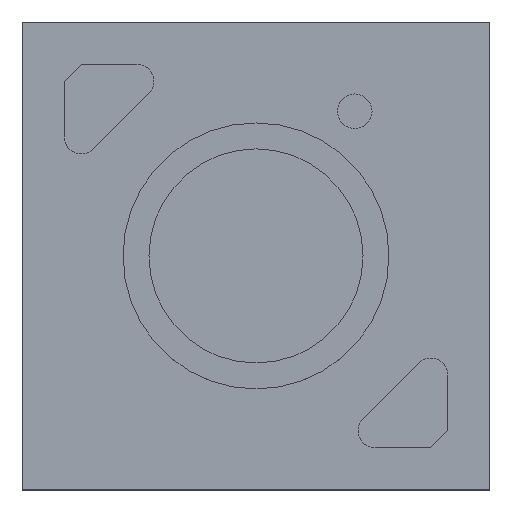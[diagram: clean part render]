
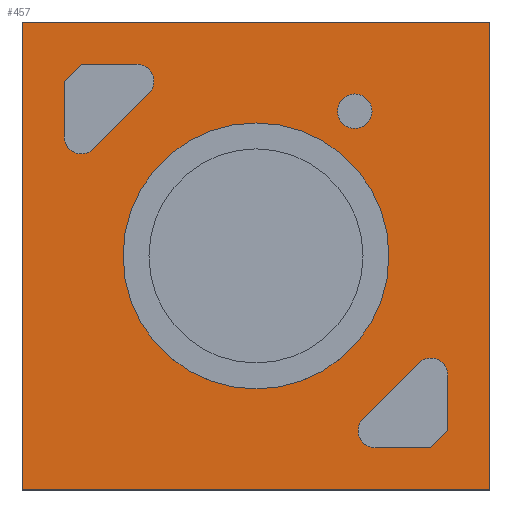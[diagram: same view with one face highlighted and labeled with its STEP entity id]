
A CAD part, top view. The second image highlights one B-rep face of the part: STEP entity #457.
In plain terms, the highlighted planar face has unit normal (0, 0, 1).
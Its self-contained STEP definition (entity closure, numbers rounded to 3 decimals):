
#15=FACE_BOUND('',#90,.T.);
#16=FACE_BOUND('',#91,.T.);
#17=FACE_BOUND('',#92,.T.);
#18=FACE_BOUND('',#93,.T.);
#36=PLANE('',#511);
#62=FACE_OUTER_BOUND('',#89,.T.);
#89=EDGE_LOOP('',(#382,#383,#384,#385));
#90=EDGE_LOOP('',(#386));
#91=EDGE_LOOP('',(#387,#388,#389,#390,#391,#392));
#92=EDGE_LOOP('',(#393,#394,#395,#396,#397,#398));
#93=EDGE_LOOP('',(#399));
#97=LINE('',#656,#140);
#102=LINE('',#670,#145);
#106=LINE('',#682,#149);
#109=LINE('',#687,#152);
#111=LINE('',#693,#154);
#115=LINE('',#701,#158);
#118=LINE('',#707,#161);
#122=LINE('',#719,#165);
#126=LINE('',#737,#169);
#130=LINE('',#745,#173);
#133=LINE('',#751,#176);
#136=LINE('',#756,#179);
#140=VECTOR('',#535,10.);
#145=VECTOR('',#548,10.);
#149=VECTOR('',#560,10.);
#152=VECTOR('',#565,10.);
#154=VECTOR('',#571,10.);
#158=VECTOR('',#577,10.);
#161=VECTOR('',#582,10.);
#165=VECTOR('',#594,10.);
#169=VECTOR('',#616,10.);
#173=VECTOR('',#622,10.);
#176=VECTOR('',#627,10.);
#179=VECTOR('',#632,10.);
#182=CIRCLE('',#475,3.85);
#185=CIRCLE('',#483,0.5);
#187=CIRCLE('',#487,0.5);
#189=CIRCLE('',#496,0.5);
#191=CIRCLE('',#500,0.5);
#194=CIRCLE('',#505,0.5);
#196=VERTEX_POINT('',#642);
#199=VERTEX_POINT('',#654);
#200=VERTEX_POINT('',#655);
#203=VERTEX_POINT('',#663);
#205=VERTEX_POINT('',#669);
#207=VERTEX_POINT('',#675);
#209=VERTEX_POINT('',#681);
#211=VERTEX_POINT('',#691);
#212=VERTEX_POINT('',#692);
#215=VERTEX_POINT('',#700);
#217=VERTEX_POINT('',#706);
#219=VERTEX_POINT('',#712);
#221=VERTEX_POINT('',#718);
#224=VERTEX_POINT('',#730);
#225=VERTEX_POINT('',#735);
#226=VERTEX_POINT('',#736);
#229=VERTEX_POINT('',#744);
#231=VERTEX_POINT('',#750);
#235=EDGE_CURVE('',#196,#196,#182,.T.);
#239=EDGE_CURVE('',#199,#200,#97,.T.);
#243=EDGE_CURVE('',#200,#203,#185,.T.);
#246=EDGE_CURVE('',#203,#205,#102,.T.);
#249=EDGE_CURVE('',#205,#207,#187,.T.);
#252=EDGE_CURVE('',#207,#209,#106,.T.);
#255=EDGE_CURVE('',#209,#199,#109,.T.);
#257=EDGE_CURVE('',#211,#212,#111,.T.);
#261=EDGE_CURVE('',#212,#215,#115,.T.);
#264=EDGE_CURVE('',#215,#217,#118,.T.);
#267=EDGE_CURVE('',#217,#219,#189,.T.);
#270=EDGE_CURVE('',#219,#221,#122,.T.);
#273=EDGE_CURVE('',#221,#211,#191,.T.);
#277=EDGE_CURVE('',#224,#224,#194,.T.);
#278=EDGE_CURVE('',#225,#226,#126,.T.);
#282=EDGE_CURVE('',#229,#225,#130,.T.);
#285=EDGE_CURVE('',#231,#229,#133,.T.);
#288=EDGE_CURVE('',#226,#231,#136,.T.);
#382=ORIENTED_EDGE('',*,*,#288,.F.);
#383=ORIENTED_EDGE('',*,*,#278,.F.);
#384=ORIENTED_EDGE('',*,*,#282,.F.);
#385=ORIENTED_EDGE('',*,*,#285,.F.);
#386=ORIENTED_EDGE('',*,*,#235,.T.);
#387=ORIENTED_EDGE('',*,*,#239,.T.);
#388=ORIENTED_EDGE('',*,*,#243,.T.);
#389=ORIENTED_EDGE('',*,*,#246,.T.);
#390=ORIENTED_EDGE('',*,*,#249,.T.);
#391=ORIENTED_EDGE('',*,*,#252,.T.);
#392=ORIENTED_EDGE('',*,*,#255,.T.);
#393=ORIENTED_EDGE('',*,*,#257,.T.);
#394=ORIENTED_EDGE('',*,*,#261,.T.);
#395=ORIENTED_EDGE('',*,*,#264,.T.);
#396=ORIENTED_EDGE('',*,*,#267,.T.);
#397=ORIENTED_EDGE('',*,*,#270,.T.);
#398=ORIENTED_EDGE('',*,*,#273,.T.);
#399=ORIENTED_EDGE('',*,*,#277,.T.);
#457=ADVANCED_FACE('',(#62,#15,#16,#17,#18),#36,.T.);
#475=AXIS2_PLACEMENT_3D('',#644,#520,#521);
#483=AXIS2_PLACEMENT_3D('',#664,#541,#542);
#487=AXIS2_PLACEMENT_3D('',#676,#553,#554);
#496=AXIS2_PLACEMENT_3D('',#713,#587,#588);
#500=AXIS2_PLACEMENT_3D('',#724,#599,#600);
#505=AXIS2_PLACEMENT_3D('',#732,#610,#611);
#511=AXIS2_PLACEMENT_3D('',#758,#634,#635);
#520=DIRECTION('center_axis',(0.,0.,-1.));
#521=DIRECTION('ref_axis',(1.,0.,0.));
#535=DIRECTION('',(-1.,0.,0.));
#541=DIRECTION('center_axis',(0.,0.,-1.));
#542=DIRECTION('ref_axis',(-0.707,0.707,0.));
#548=DIRECTION('',(0.707,0.707,0.));
#553=DIRECTION('center_axis',(0.,0.,-1.));
#554=DIRECTION('ref_axis',(1.,0.,0.));
#560=DIRECTION('',(0.,-1.,0.));
#565=DIRECTION('',(-0.707,-0.707,0.));
#571=DIRECTION('',(0.,1.,0.));
#577=DIRECTION('',(0.707,0.707,0.));
#582=DIRECTION('',(1.,0.,0.));
#587=DIRECTION('center_axis',(0.,0.,-1.));
#588=DIRECTION('ref_axis',(0.707,-0.707,0.));
#594=DIRECTION('',(-0.707,-0.707,0.));
#599=DIRECTION('center_axis',(0.,0.,-1.));
#600=DIRECTION('ref_axis',(-1.,0.,0.));
#610=DIRECTION('center_axis',(0.,0.,-1.));
#611=DIRECTION('ref_axis',(1.,0.,0.));
#616=DIRECTION('',(0.,-1.,0.));
#622=DIRECTION('',(1.,0.,0.));
#627=DIRECTION('',(0.,1.,0.));
#632=DIRECTION('',(-1.,0.,0.));
#634=DIRECTION('center_axis',(0.,0.,1.));
#635=DIRECTION('ref_axis',(1.,0.,0.));
#642=CARTESIAN_POINT('',(-3.85,0.,0.));
#644=CARTESIAN_POINT('Origin',(0.,0.,0.));
#654=CARTESIAN_POINT('',(5.055,-5.555,0.));
#655=CARTESIAN_POINT('',(3.455,-5.555,0.));
#656=CARTESIAN_POINT('',(1.728,-5.555,0.));
#663=CARTESIAN_POINT('',(3.101,-4.701,0.));
#664=CARTESIAN_POINT('Origin',(3.455,-5.055,0.));
#669=CARTESIAN_POINT('',(4.701,-3.101,0.));
#670=CARTESIAN_POINT('',(4.301,-3.501,0.));
#675=CARTESIAN_POINT('',(5.555,-3.455,0.));
#676=CARTESIAN_POINT('Origin',(5.055,-3.455,0.));
#681=CARTESIAN_POINT('',(5.555,-5.055,0.));
#682=CARTESIAN_POINT('',(5.555,-2.528,0.));
#687=CARTESIAN_POINT('',(5.18,-5.43,0.));
#691=CARTESIAN_POINT('',(-5.555,3.455,0.));
#692=CARTESIAN_POINT('',(-5.555,5.055,0.));
#693=CARTESIAN_POINT('',(-5.555,2.528,0.));
#700=CARTESIAN_POINT('',(-5.055,5.555,0.));
#701=CARTESIAN_POINT('',(-5.18,5.43,0.));
#706=CARTESIAN_POINT('',(-3.455,5.555,0.));
#707=CARTESIAN_POINT('',(-1.728,5.555,0.));
#712=CARTESIAN_POINT('',(-3.101,4.701,0.));
#713=CARTESIAN_POINT('Origin',(-3.455,5.055,0.));
#718=CARTESIAN_POINT('',(-4.701,3.101,0.));
#719=CARTESIAN_POINT('',(-4.301,3.501,0.));
#724=CARTESIAN_POINT('Origin',(-5.055,3.455,0.));
#730=CARTESIAN_POINT('',(2.36,4.19,0.));
#732=CARTESIAN_POINT('Origin',(2.86,4.19,0.));
#735=CARTESIAN_POINT('',(6.775,6.775,0.));
#736=CARTESIAN_POINT('',(6.775,-6.775,0.));
#737=CARTESIAN_POINT('',(6.775,6.775,0.));
#744=CARTESIAN_POINT('',(-6.775,6.775,0.));
#745=CARTESIAN_POINT('',(-6.775,6.775,0.));
#750=CARTESIAN_POINT('',(-6.775,-6.775,0.));
#751=CARTESIAN_POINT('',(-6.775,-6.775,0.));
#756=CARTESIAN_POINT('',(6.775,-6.775,0.));
#758=CARTESIAN_POINT('Origin',(0.,0.,
0.));
